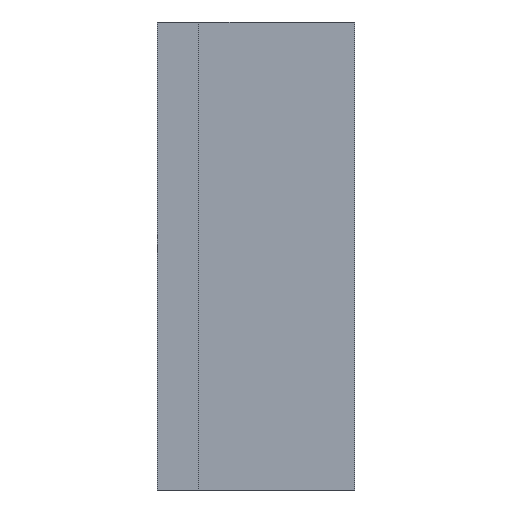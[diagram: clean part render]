
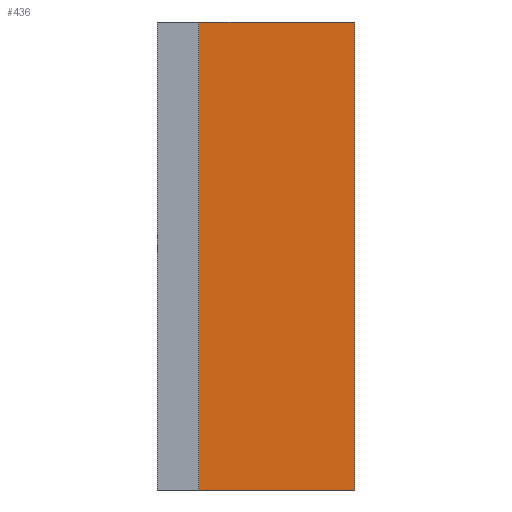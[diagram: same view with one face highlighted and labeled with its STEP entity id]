
A CAD part, left-side view. The second image highlights one B-rep face of the part: STEP entity #436.
In plain terms, the highlighted planar face has unit normal (-1, 0, 0).
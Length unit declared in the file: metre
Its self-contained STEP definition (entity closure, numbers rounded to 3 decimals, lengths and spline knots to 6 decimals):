
#19=PLANE('',#481);
#52=LINE('',#693,#100);
#58=LINE('',#704,#106);
#65=LINE('',#718,#113);
#66=LINE('',#723,#114);
#100=VECTOR('',#554,1.);
#106=VECTOR('',#564,1.);
#113=VECTOR('',#573,1.);
#114=VECTOR('',#580,1.);
#185=ORIENTED_EDGE('',*,*,#293,.T.);
#186=ORIENTED_EDGE('',*,*,#280,.F.);
#187=ORIENTED_EDGE('',*,*,#295,.F.);
#188=ORIENTED_EDGE('',*,*,#286,.T.);
#280=EDGE_CURVE('',#340,#341,#52,.T.);
#286=EDGE_CURVE('',#344,#343,#58,.T.);
#293=EDGE_CURVE('',#343,#341,#65,.T.);
#295=EDGE_CURVE('',#344,#340,#66,.T.);
#340=VERTEX_POINT('',#692);
#341=VERTEX_POINT('',#694);
#343=VERTEX_POINT('',#703);
#344=VERTEX_POINT('',#705);
#378=EDGE_LOOP('',(#185,#186,#187,#188));
#404=FACE_BOUND('',#378,.T.);
#436=ADVANCED_FACE('',(#404),#19,.F.);
#481=AXIS2_PLACEMENT_3D('',#722,#578,#579);
#554=DIRECTION('',(0.,1.,0.));
#564=DIRECTION('',(0.,1.,0.));
#573=DIRECTION('',(0.,0.,-1.));
#578=DIRECTION('',(1.,0.,0.));
#579=DIRECTION('',(0.,0.,-1.));
#580=DIRECTION('',(0.,0.,-1.));
#692=CARTESIAN_POINT('',(0.013,-0.057,0.));
#693=CARTESIAN_POINT('',(0.013,-0.057,0.));
#694=CARTESIAN_POINT('',(0.013,-0.012,0.));
#703=CARTESIAN_POINT('',(0.013,-0.012,0.135));
#704=CARTESIAN_POINT('',(0.013,-0.057,0.135));
#705=CARTESIAN_POINT('',(0.013,-0.057,0.135));
#718=CARTESIAN_POINT('',(0.013,-0.012,0.0675));
#722=CARTESIAN_POINT('',(0.013,-0.057,0.0675));
#723=CARTESIAN_POINT('',(0.013,-0.057,0.0675));
